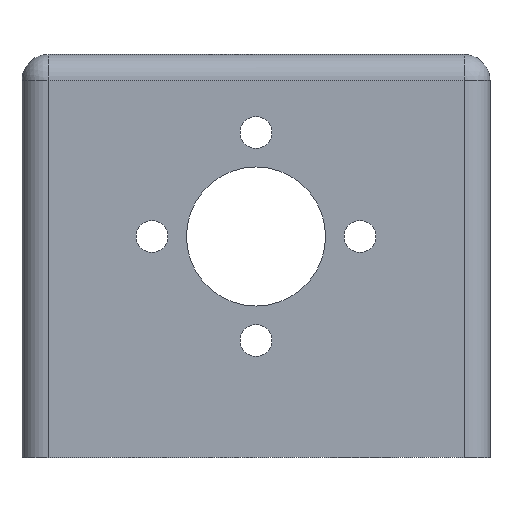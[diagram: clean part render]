
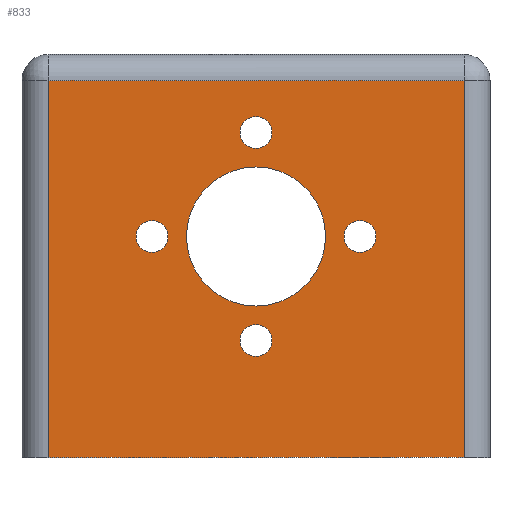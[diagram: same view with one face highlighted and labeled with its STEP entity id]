
A CAD part, front view. The second image highlights one B-rep face of the part: STEP entity #833.
In plain terms, the highlighted planar face has unit normal (0, -1, 0).
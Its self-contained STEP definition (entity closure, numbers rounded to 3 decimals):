
#25=FACE_BOUND('',#288,.T.);
#26=FACE_BOUND('',#289,.T.);
#27=FACE_BOUND('',#290,.T.);
#28=FACE_BOUND('',#291,.T.);
#29=FACE_BOUND('',#292,.T.);
#41=PLANE('',#962);
#47=LINE('',#1256,#103);
#55=LINE('',#1292,#111);
#58=LINE('',#1299,#114);
#102=LINE('',#1477,#158);
#103=VECTOR('',#984,10.);
#111=VECTOR('',#1024,10.);
#114=VECTOR('',#1031,10.);
#158=VECTOR('',#1235,10.);
#230=FACE_OUTER_BOUND('',#287,.T.);
#287=EDGE_LOOP('',(#765,#766,#767,#768));
#288=EDGE_LOOP('',(#769));
#289=EDGE_LOOP('',(#770));
#290=EDGE_LOOP('',(#771));
#291=EDGE_LOOP('',(#772));
#292=EDGE_LOOP('',(#773));
#342=CIRCLE('',#939,1.23);
#345=CIRCLE('',#943,1.23);
#348=CIRCLE('',#947,1.23);
#351=CIRCLE('',#951,1.23);
#353=CIRCLE('',#954,5.35);
#358=VERTEX_POINT('',#1245);
#359=VERTEX_POINT('',#1249);
#373=VERTEX_POINT('',#1290);
#374=VERTEX_POINT('',#1295);
#416=VERTEX_POINT('',#1432);
#419=VERTEX_POINT('',#1440);
#422=VERTEX_POINT('',#1448);
#425=VERTEX_POINT('',#1456);
#427=VERTEX_POINT('',#1462);
#436=EDGE_CURVE('',#359,#358,#47,.T.);
#454=EDGE_CURVE('',#373,#359,#55,.T.);
#458=EDGE_CURVE('',#358,#374,#58,.T.);
#526=EDGE_CURVE('',#416,#416,#342,.T.);
#530=EDGE_CURVE('',#419,#419,#345,.T.);
#534=EDGE_CURVE('',#422,#422,#348,.T.);
#538=EDGE_CURVE('',#425,#425,#351,.T.);
#541=EDGE_CURVE('',#427,#427,#353,.T.);
#547=EDGE_CURVE('',#373,#374,#102,.T.);
#765=ORIENTED_EDGE('',*,*,#454,.F.);
#766=ORIENTED_EDGE('',*,*,#547,.T.);
#767=ORIENTED_EDGE('',*,*,#458,.F.);
#768=ORIENTED_EDGE('',*,*,#436,.F.);
#769=ORIENTED_EDGE('',*,*,#526,.T.);
#770=ORIENTED_EDGE('',*,*,#530,.T.);
#771=ORIENTED_EDGE('',*,*,#534,.T.);
#772=ORIENTED_EDGE('',*,*,#538,.T.);
#773=ORIENTED_EDGE('',*,*,#541,.T.);
#833=ADVANCED_FACE('',(#230,#25,#26,#27,#28,#29),#41,.F.);
#939=AXIS2_PLACEMENT_3D('',#1434,#1182,#1183);
#943=AXIS2_PLACEMENT_3D('',#1442,#1191,#1192);
#947=AXIS2_PLACEMENT_3D('',#1450,#1200,#1201);
#951=AXIS2_PLACEMENT_3D('',#1458,#1209,#1210);
#954=AXIS2_PLACEMENT_3D('',#1464,#1216,#1217);
#962=AXIS2_PLACEMENT_3D('',#1478,#1236,#1237);
#984=DIRECTION('',(1.,0.,0.));
#1024=DIRECTION('',(0.,0.,1.));
#1031=DIRECTION('',(0.,0.,-1.));
#1182=DIRECTION('center_axis',(0.,1.,0.));
#1183=DIRECTION('ref_axis',(1.,0.,0.));
#1191=DIRECTION('center_axis',(0.,1.,0.));
#1192=DIRECTION('ref_axis',(1.,0.,0.));
#1200=DIRECTION('center_axis',(0.,1.,0.));
#1201=DIRECTION('ref_axis',(1.,0.,0.));
#1209=DIRECTION('center_axis',(0.,1.,0.));
#1210=DIRECTION('ref_axis',(1.,0.,0.));
#1216=DIRECTION('center_axis',(0.,1.,0.));
#1217=DIRECTION('ref_axis',(-1.,0.,0.));
#1235=DIRECTION('',(1.,0.,0.));
#1236=DIRECTION('center_axis',(0.,1.,0.));
#1237=DIRECTION('ref_axis',(0.,0.,1.));
#1245=CARTESIAN_POINT('',(16.,0.,13.5));
#1249=CARTESIAN_POINT('',(-16.,0.,13.5));
#1256=CARTESIAN_POINT('',(-9.,0.,13.5));
#1290=CARTESIAN_POINT('',(-16.,0.,-15.5));
#1292=CARTESIAN_POINT('',(-16.,0.,-7.75));
#1295=CARTESIAN_POINT('',(16.,0.,-15.5));
#1299=CARTESIAN_POINT('',(16.,0.,7.75));
#1432=CARTESIAN_POINT('',(6.771,0.,1.5));
#1434=CARTESIAN_POINT('Origin',(8.,0.,1.5));
#1440=CARTESIAN_POINT('',(-1.23,0.,9.5));
#1442=CARTESIAN_POINT('Origin',(0.,0.,9.5));
#1448=CARTESIAN_POINT('',(-1.23,0.,-6.5));
#1450=CARTESIAN_POINT('Origin',(0.,0.,-6.5));
#1456=CARTESIAN_POINT('',(-9.23,0.,1.5));
#1458=CARTESIAN_POINT('Origin',(-8.,0.,1.5));
#1462=CARTESIAN_POINT('',(5.35,0.,1.5));
#1464=CARTESIAN_POINT('Origin',(0.,0.,1.5));
#1477=CARTESIAN_POINT('',(-18.,0.,-15.5));
#1478=CARTESIAN_POINT('Origin',(0.,0.,0.));
